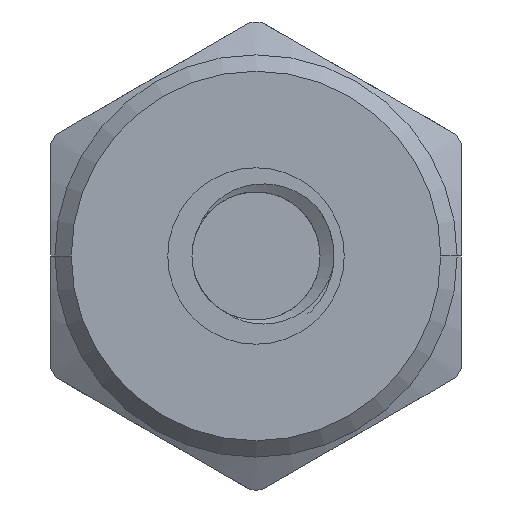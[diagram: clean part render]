
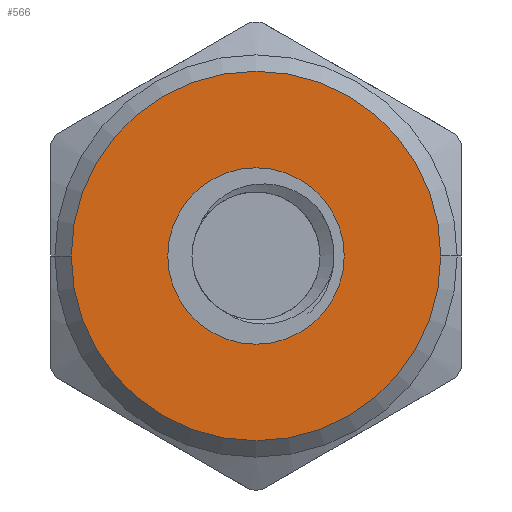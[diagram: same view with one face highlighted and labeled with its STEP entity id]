
A CAD part, front view. The second image highlights one B-rep face of the part: STEP entity #566.
In plain terms, the highlighted planar face has unit normal (0, -1, 0).
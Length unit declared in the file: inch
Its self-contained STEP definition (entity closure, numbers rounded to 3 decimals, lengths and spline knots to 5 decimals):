
#566 = ADVANCED_FACE ( 'NONE', ( #6194, #984 ), #16363, .T. ) ;
#984 = FACE_BOUND ( 'NONE', #22945, .T. ) ;
#991 = EDGE_CURVE ( 'NONE', #3383, #7103, #7090, .T. ) ;
#1707 = AXIS2_PLACEMENT_3D ( 'NONE', #16526, #16533, #16566 ) ;
#3082 = EDGE_CURVE ( 'NONE', #6757, #6901, #4408, .T. ) ;
#3383 = VERTEX_POINT ( 'NONE', #19849 ) ;
#3947 = ORIENTED_EDGE ( 'NONE', *, *, #18780, .F. ) ;
#4408 = CIRCLE ( 'NONE', #23084, 0.225 ) ;
#4953 = ORIENTED_EDGE ( 'NONE', *, *, #991, .F. ) ;
#6108 = ORIENTED_EDGE ( 'NONE', *, *, #3082, .T. ) ;
#6158 = DIRECTION ( 'NONE',  ( 0., -1., 0. ) ) ;
#6194 = FACE_OUTER_BOUND ( 'NONE', #23694, .T. ) ;
#6757 = VERTEX_POINT ( 'NONE', #7575 ) ;
#6901 = VERTEX_POINT ( 'NONE', #9988 ) ;
#7090 = CIRCLE ( 'NONE', #17119, 0.1075 ) ;
#7103 = VERTEX_POINT ( 'NONE', #8428 ) ;
#7575 = CARTESIAN_POINT ( 'NONE',  ( -0.225, -0.3, 0. ) ) ;
#8428 = CARTESIAN_POINT ( 'NONE',  ( 0.1075, -0.3, 0. ) ) ;
#8466 = AXIS2_PLACEMENT_3D ( 'NONE', #17988, #6158, #19925 ) ;
#9241 = CIRCLE ( 'NONE', #11309, 0.225 ) ;
#9417 = DIRECTION ( 'NONE',  ( 0., -1., 0. ) ) ;
#9988 = CARTESIAN_POINT ( 'NONE',  ( 0.225, -0.3, 0. ) ) ;
#11309 = AXIS2_PLACEMENT_3D ( 'NONE', #21115, #9417, #23032 ) ;
#13994 = CIRCLE ( 'NONE', #8466, 0.1075 ) ;
#15285 = ORIENTED_EDGE ( 'NONE', *, *, #21706, .T. ) ;
#16363 = PLANE ( 'NONE',  #1707 ) ;
#16526 = CARTESIAN_POINT ( 'NONE',  ( 0., -0.3, 0. ) ) ;
#16533 = DIRECTION ( 'NONE',  ( 0., -1., 0. ) ) ;
#16566 = DIRECTION ( 'NONE',  ( 1., 0., 0. ) ) ;
#17119 = AXIS2_PLACEMENT_3D ( 'NONE', #22797, #22683, #22713 ) ;
#17988 = CARTESIAN_POINT ( 'NONE',  ( 0., -0.3, 0. ) ) ;
#18780 = EDGE_CURVE ( 'NONE', #7103, #3383, #13994, .T. ) ;
#18851 = DIRECTION ( 'NONE',  ( 1., 0., 0. ) ) ;
#19849 = CARTESIAN_POINT ( 'NONE',  ( -0.1075, -0.3, 0. ) ) ;
#19925 = DIRECTION ( 'NONE',  ( 1., 0., 0. ) ) ;
#20519 = DIRECTION ( 'NONE',  ( 0., -1., 0. ) ) ;
#21115 = CARTESIAN_POINT ( 'NONE',  ( 0., -0.3, 0. ) ) ;
#21706 = EDGE_CURVE ( 'NONE', #6901, #6757, #9241, .T. ) ;
#22511 = CARTESIAN_POINT ( 'NONE',  ( 0., -0.3, 0. ) ) ;
#22683 = DIRECTION ( 'NONE',  ( 0., -1., 0. ) ) ;
#22713 = DIRECTION ( 'NONE',  ( 1., 0., 0. ) ) ;
#22797 = CARTESIAN_POINT ( 'NONE',  ( 0., -0.3, 0. ) ) ;
#22945 = EDGE_LOOP ( 'NONE', ( #3947, #4953 ) ) ;
#23032 = DIRECTION ( 'NONE',  ( 1., 0., 0. ) ) ;
#23084 = AXIS2_PLACEMENT_3D ( 'NONE', #22511, #20519, #18851 ) ;
#23694 = EDGE_LOOP ( 'NONE', ( #6108, #15285 ) ) ;
